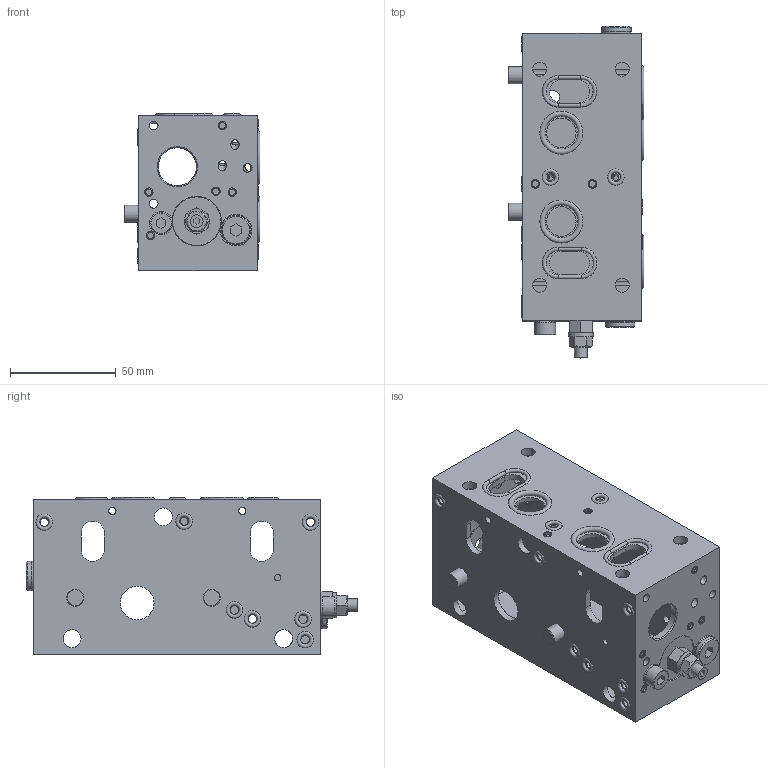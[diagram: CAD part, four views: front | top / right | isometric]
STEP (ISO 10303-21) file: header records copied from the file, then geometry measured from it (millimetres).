
FILE_DESCRIPTION(/* description */ ('Unknown'),/* implementation_level */ '2;1');
FILE_NAME(/* name */ 'AP-1620-315F1-A',/* time_stamp */ '2021-05-19T11:02:39+02:00',/* author */ ('Unknown'),/* organization */ ('Unknown'),/* preprocessor_version */ 'ST-DEVELOPER v16.7',/* originating_system */ 'Solid Edge',/* authorisation */ 'Unknown');
FILE_SCHEMA (('AUTOMOTIVE_DESIGN {1 0 10303 214 3 1 1}'));
Length unit declared in the file: millimetre
Products named in the file (60): AP-1620-315F1-A; AP-1620-E01-001-U_oa_0; WU-4604-040_oa_1; WU-4604-040_oa_2; WU-4604-040_oa_3; WU-4604-040_oa_4; WU-4604-040_oa_5; WU-4604-040_oa_6; WU-4604-040_oa_7; WU-4604-040_oa_8; WU-4604-040_oa_9; WU-4604-040_oa_10; WU-4604-040_oa_11; WU-4604-040_oa_12; WU-4604-040_oa_13; WU-4604-040_oa_14; WU-4604-040_oa_15; WU-4604-041_oa_16; WW-5311-006_oa_17; WS-0041-100_oa_18; WS-0041-100_oa_19; WS-0051-060_oa_20; WW-5440-002_oa_21; WT-2000-067; WU-1506-008_oa_22; WT-3001-624_oa_23; WT-2601-624_oa_24; AP-1620-001-035-A_oa_25; AP-1620-001-008-B_oa_26; AP-1620-001-039-A_oa_27; AP-1620-001-002-A_oa_28; AP-1620-001-003_oa_29; WT-3001-624_oa_30; WT-2601-624_oa_31; WV-2400-706; WV-7306-040_oa_32; WU-4208-012_oa_33; WU-4208-012_oa_34; HR-0111-105_oa_35; HR-0111-105_oa_36 ...
Assembly tree (73 placements, depth 3):
  AP-1620-315F1-A
    AP-1620-E01-001-U_oa_0
    WU-4604-040_oa_1
    WU-4604-040_oa_2
    WU-4604-040_oa_3
    WU-4604-040_oa_4
    WU-4604-040_oa_5
    WU-4604-040_oa_6
    WU-4604-040_oa_7
    WU-4604-040_oa_8
    WU-4604-040_oa_9
    WU-4604-040_oa_10
    WU-4604-040_oa_11
    WU-4604-040_oa_12
    WU-4604-040_oa_13
    WU-4604-040_oa_14
    WU-4604-040_oa_15
    WU-4604-041_oa_16
    WW-5311-006_oa_17
    WS-0041-100_oa_18
    WS-0041-100_oa_19
    WS-0051-060_oa_20
    WW-5440-002_oa_21
    WT-2000-067
    WU-1506-008_oa_22
    WT-3001-624_oa_23
    WT-2601-624_oa_24
    AP-1620-001-035-A_oa_25
    AP-1620-001-008-B_oa_26
    AP-1620-001-039-A_oa_27
    AP-1620-001-002-A_oa_28
    AP-1620-001-003_oa_29
    WT-3001-624_oa_30
    WT-2601-624_oa_31
    WV-2400-706
    WV-7306-040_oa_32
    WU-4208-012_oa_33
    WU-4208-012_oa_34
    HR-0111-105_oa_35
    HR-0111-105_oa_36
    WT-2600-310_oa_37
    WT-2600-310
    WT-2600-516  x13
    WT-2601-624  x2
    WT-2601-724
    WT-2602-124  x2
    WW-5440-002_oa_38
    WX-2130-020_oa_39
      wechselventil_oa_40
      kogel_oa_41
      WX-2130-020 O-RING_oa_42
      WX-2130-020 O-RING_oa_43
    WT-2601-916_oa_44
    WT-2601-916_oa_45
    AP-1620-001-007-B_oa_46
    WX-2130-020_oa_47
      wechselventil_oa_48
      kogel_oa_49
      WX-2130-020 O-RING_oa_50
      WX-2130-020 O-RING_oa_51
Bounding box: 64.31 x 157.1 x 74.32 mm (x, y, z)
Volume: 128274.3 mm3; surface area: 90843.1 mm2
Topology: 51 solids, 51 shells, 914 faces, 1896 edges, 1303 vertices
Faces by surface type: plane 442, cylinder 414, torus 32, cone 26
Full cylindrical faces by diameter (mm): 1.567 x4, 1.78 x4, 3 x18, 3.5 x6, 3.75 x113, 4 x154, 4.134 x6, 4.917 x3, 5 x4, 6 x2, 6.647 x5, 6.7 x1, 7.8 x13, 8 x8, 8.5 x4, 8.566 x2, 8.7 x2, 9.728 x1, 10 x2, 11.8 x1, 12 x2, 13.8 x2, 14 x6, 15 x1, 16 x2, 17.145 x1, 18 x2, 20.35 x2, 21.9 x1, 23 x2
Entity records: 22480 total; most frequent: DIRECTION 4060, CARTESIAN_POINT 3459, ORIENTED_EDGE 2530, AXIS2_PLACEMENT_3D 1851, FACE_BOUND 1742, EDGE_LOOP 1737, EDGE_CURVE 1265, VERTEX_POINT 1103
